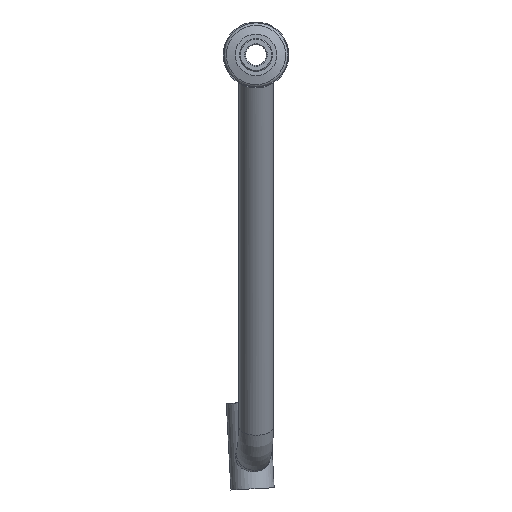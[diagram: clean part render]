
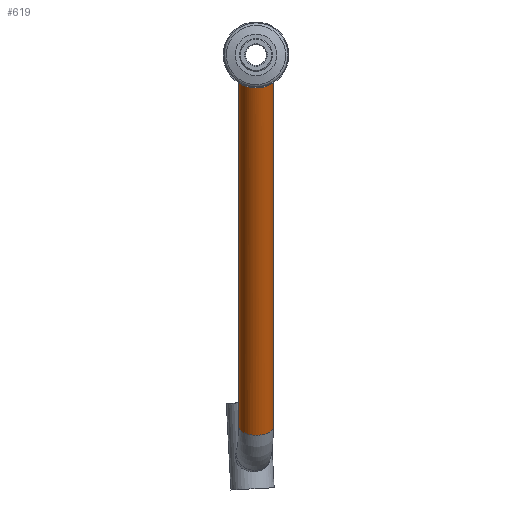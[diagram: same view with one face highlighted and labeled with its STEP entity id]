
A CAD part, front view. The second image highlights one B-rep face of the part: STEP entity #619.
In plain terms, the highlighted cylindrical face has radius 10 mm (diameter 20 mm), a full revolution.
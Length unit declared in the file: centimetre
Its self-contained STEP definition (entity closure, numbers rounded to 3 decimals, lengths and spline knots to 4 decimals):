
#66=B_SPLINE_CURVE_WITH_KNOTS('',3,(#1086,#1087,#1088,#1089,#1090,#1091,
#1092,#1093,#1094,#1095,#1096,#1097,#1098,#1099,#1100,#1101,#1102,#1103,
#1104,#1105,#1106,#1107,#1108,#1109,#1110,#1111,#1112,#1113,#1114,#1115,
#1116,#1117,#1118,#1119,#1120,#1121,#1122),.UNSPECIFIED.,.F.,.F.,(4,2,2,
2,2,3,2,2,2,2,2,2,2,2,2,2,2,4),(4.8795,5.0735,5.2676,
5.6557,6.1544,6.6532,6.8521,7.0511,
7.25,7.449,7.827,8.2051,8.5831,
8.9612,9.1601,9.3591,9.558,9.757),
 .UNSPECIFIED.);
#67=B_SPLINE_CURVE_WITH_KNOTS('',3,(#1123,#1124,#1125,#1126,#1127,#1128,
#1129,#1130,#1131,#1132,#1133,#1134),.UNSPECIFIED.,.F.,.F.,(4,2,2,2,2,4),
(3.1038,3.5698,4.0359,4.4577,4.6686,
4.8795),.UNSPECIFIED.);
#102=CYLINDRICAL_SURFACE('',#685,1.);
#135=FACE_BOUND('',#245,.T.);
#184=FACE_OUTER_BOUND('',#244,.T.);
#244=EDGE_LOOP('',(#510));
#245=EDGE_LOOP('',(#511,#512));
#332=CIRCLE('',#686,1.);
#378=VERTEX_POINT('',#1082);
#379=VERTEX_POINT('',#1084);
#380=VERTEX_POINT('',#1085);
#438=EDGE_CURVE('',#378,#378,#332,.T.);
#439=EDGE_CURVE('',#379,#380,#66,.T.);
#440=EDGE_CURVE('',#380,#379,#67,.T.);
#510=ORIENTED_EDGE('',*,*,#438,.F.);
#511=ORIENTED_EDGE('',*,*,#439,.F.);
#512=ORIENTED_EDGE('',*,*,#440,.F.);
#619=ADVANCED_FACE('',(#184,#135),#102,.T.);
#685=AXIS2_PLACEMENT_3D('',#1081,#812,#813);
#686=AXIS2_PLACEMENT_3D('',#1083,#814,#815);
#812=DIRECTION('center_axis',(0.,-0.5,0.866));
#813=DIRECTION('ref_axis',(0.,-0.866,-0.5));
#814=DIRECTION('center_axis',(0.,0.5,-0.866));
#815=DIRECTION('ref_axis',(0.211,-0.847,-0.489));
#1081=CARTESIAN_POINT('Origin',(0.,2.6773,-6.5372));
#1082=CARTESIAN_POINT('',(-0.2108,12.1336,-20.961));
#1083=CARTESIAN_POINT('Origin',(0.,11.287,-21.4497));
#1084=CARTESIAN_POINT('',(0.,1.1547,-1.9));
#1085=CARTESIAN_POINT('',(1.,-0.1642,-1.6155));
#1086=CARTESIAN_POINT('Ctrl Pts',(0.,1.1547,
-1.9));
#1087=CARTESIAN_POINT('Ctrl Pts',(-0.0647,1.1547,-1.9));
#1088=CARTESIAN_POINT('Ctrl Pts',(-0.1297,1.1454,-1.8966));
#1089=CARTESIAN_POINT('Ctrl Pts',(-0.256,1.1093,-1.8837));
#1090=CARTESIAN_POINT('Ctrl Pts',(-0.3172,1.0826,-1.8743));
#1091=CARTESIAN_POINT('Ctrl Pts',(-0.4897,0.982,
-1.8395));
#1092=CARTESIAN_POINT('Ctrl Pts',(-0.59,0.8871,
-1.808));
#1093=CARTESIAN_POINT('Ctrl Pts',(-0.7694,0.662,
-1.7406));
#1094=CARTESIAN_POINT('Ctrl Pts',(-0.8532,0.5074,
-1.6989));
#1095=CARTESIAN_POINT('Ctrl Pts',(-0.9684,0.1775,
-1.636));
#1096=CARTESIAN_POINT('Ctrl Pts',(-1.,0.002,-1.6155));
#1097=CARTESIAN_POINT('Ctrl Pts',(-1.,-0.1642,-1.6155));
#1098=CARTESIAN_POINT('Ctrl Pts',(-1.,-0.2305,-1.6155));
#1099=CARTESIAN_POINT('Ctrl Pts',(-0.995,-0.2993,
-1.6187));
#1100=CARTESIAN_POINT('Ctrl Pts',(-0.972,-0.4354,
-1.6326));
#1101=CARTESIAN_POINT('Ctrl Pts',(-0.954,-0.5028,
-1.6434));
#1102=CARTESIAN_POINT('Ctrl Pts',(-0.9046,-0.6304,
-1.6711));
#1103=CARTESIAN_POINT('Ctrl Pts',(-0.873,-0.691,
-1.6881));
#1104=CARTESIAN_POINT('Ctrl Pts',(-0.7983,-0.8011,
-1.7247));
#1105=CARTESIAN_POINT('Ctrl Pts',(-0.7551,-0.8508,
-1.7443));
#1106=CARTESIAN_POINT('Ctrl Pts',(-0.6198,-0.9763,
-1.7986));
#1107=CARTESIAN_POINT('Ctrl Pts',(-0.5072,-1.0443,
-1.8354));
#1108=CARTESIAN_POINT('Ctrl Pts',(-0.2604,-1.1334,
-1.8863));
#1109=CARTESIAN_POINT('Ctrl Pts',(-0.126,-1.1547,
-1.9));
#1110=CARTESIAN_POINT('Ctrl Pts',(0.126,-1.1547,-1.9));
#1111=CARTESIAN_POINT('Ctrl Pts',(0.2604,-1.1334,-1.8863));
#1112=CARTESIAN_POINT('Ctrl Pts',(0.5072,-1.0443,-1.8354));
#1113=CARTESIAN_POINT('Ctrl Pts',(0.6198,-0.9763,-1.7986));
#1114=CARTESIAN_POINT('Ctrl Pts',(0.7551,-0.8508,
-1.7443));
#1115=CARTESIAN_POINT('Ctrl Pts',(0.7983,-0.8011,
-1.7247));
#1116=CARTESIAN_POINT('Ctrl Pts',(0.873,-0.691,
-1.6881));
#1117=CARTESIAN_POINT('Ctrl Pts',(0.9046,-0.6304,
-1.6711));
#1118=CARTESIAN_POINT('Ctrl Pts',(0.954,-0.5028,
-1.6434));
#1119=CARTESIAN_POINT('Ctrl Pts',(0.972,-0.4354,
-1.6326));
#1120=CARTESIAN_POINT('Ctrl Pts',(0.995,-0.2993,
-1.6187));
#1121=CARTESIAN_POINT('Ctrl Pts',(1.,-0.2305,-1.6155));
#1122=CARTESIAN_POINT('Ctrl Pts',(1.,-0.1642,-1.6155));
#1123=CARTESIAN_POINT('Ctrl Pts',(1.,-0.1642,-1.6155));
#1124=CARTESIAN_POINT('Ctrl Pts',(1.,-0.0089,
-1.6155));
#1125=CARTESIAN_POINT('Ctrl Pts',(0.9722,0.1559,-1.6335));
#1126=CARTESIAN_POINT('Ctrl Pts',(0.8701,0.4678,-1.6901));
#1127=CARTESIAN_POINT('Ctrl Pts',(0.7956,0.615,-1.728));
#1128=CARTESIAN_POINT('Ctrl Pts',(0.627,0.8487,-1.7956));
#1129=CARTESIAN_POINT('Ctrl Pts',(0.5228,0.9562,-1.8309));
#1130=CARTESIAN_POINT('Ctrl Pts',(0.3406,1.0712,-1.8703));
#1131=CARTESIAN_POINT('Ctrl Pts',(0.2755,1.102,-1.8811));
#1132=CARTESIAN_POINT('Ctrl Pts',(0.1404,1.1437,-1.896));
#1133=CARTESIAN_POINT('Ctrl Pts',(0.0703,1.1547,-1.9));
#1134=CARTESIAN_POINT('Ctrl Pts',(0.,1.1547,
-1.9));
